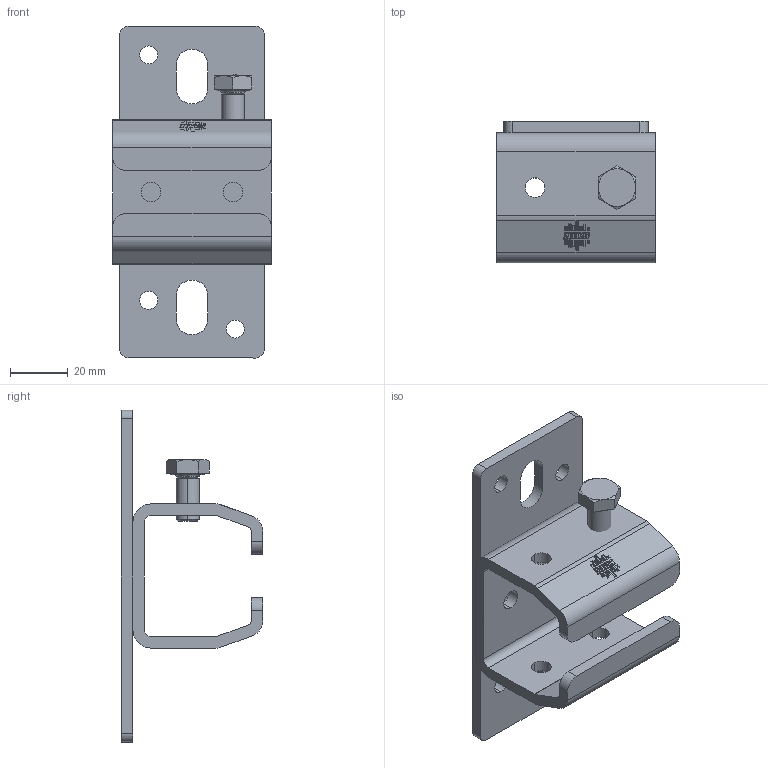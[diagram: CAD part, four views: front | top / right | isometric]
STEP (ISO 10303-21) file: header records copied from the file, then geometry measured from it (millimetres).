
FILE_DESCRIPTION (( 'STEP AP214' ), '1' );
FILE_NAME ('1.23.B02.STEP', '2023-09-13T12:02:40', ( '' ), ( '' ), 'SwSTEP 2.0', 'SolidWorks 2022', '' );
FILE_SCHEMA (( 'AUTOMOTIVE_DESIGN' ));
Length unit declared in the file: millimetre
Products named in the file (4): 1.23.B02; 2.23.B02.07P; 40060215 SCREW DIN933 M8x16; 2.23.B00.04T
Assembly tree (3 placements, depth 2):
  1.23.B02
    2.23.B00.04T
    2.23.B02.07P
    40060215 SCREW DIN933 M8x16
Bounding box: 55 x 49 x 115 mm (x, y, z)
Volume: 53661.9 mm3; surface area: 31183 mm2
Topology: 3 solids, 3 shells, 408 faces, 1069 edges, 707 vertices
Faces by surface type: plane 286, cylinder 90, cone 18, torus 8, sphere 6
Entity records: 12735 total; most frequent: CARTESIAN_POINT 2258, ORIENTED_EDGE 2138, DIRECTION 2117, EDGE_CURVE 1069, LINE 825, VECTOR 825, VERTEX_POINT 707, AXIS2_PLACEMENT_3D 646
